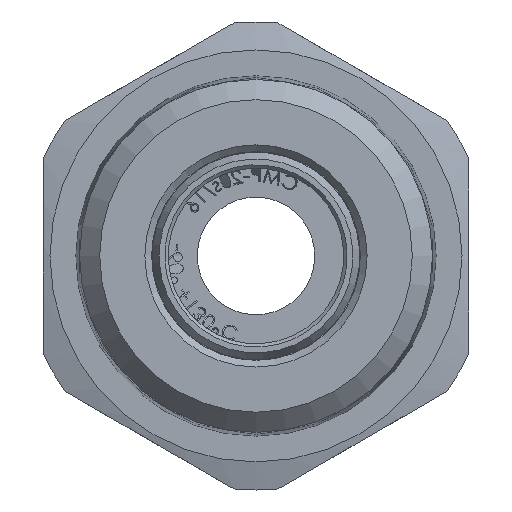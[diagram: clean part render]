
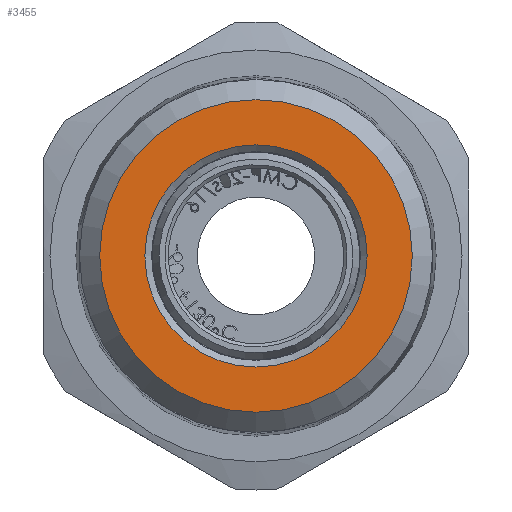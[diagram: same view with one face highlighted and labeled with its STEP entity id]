
A CAD part, left-side view. The second image highlights one B-rep face of the part: STEP entity #3455.
In plain terms, the highlighted planar face has unit normal (-1, 0, 0).
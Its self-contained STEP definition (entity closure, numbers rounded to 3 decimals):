
#57 = CIRCLE ( 'NONE', #4776, 11.567 ) ;
#118 = DIRECTION ( 'NONE',  ( 1., 0., 0. ) ) ;
#355 = VERTEX_POINT ( 'NONE', #2697 ) ;
#527 = EDGE_CURVE ( 'NONE', #355, #355, #1268, .T. ) ;
#729 = PLANE ( 'NONE',  #5076 ) ;
#1009 = CARTESIAN_POINT ( 'NONE',  ( 0., 0., 0. ) ) ;
#1268 = CIRCLE ( 'NONE', #3462, 8.225 ) ;
#1362 = CARTESIAN_POINT ( 'NONE',  ( 0., 0., -11.567 ) ) ;
#1454 = DIRECTION ( 'NONE',  ( 1., 0., 0. ) ) ;
#2299 = CARTESIAN_POINT ( 'NONE',  ( 0., 0., 0. ) ) ;
#2426 = VERTEX_POINT ( 'NONE', #1362 ) ;
#2697 = CARTESIAN_POINT ( 'NONE',  ( 0., 0., -8.225 ) ) ;
#2813 = DIRECTION ( 'NONE',  ( 0., 0., -1. ) ) ;
#3412 = EDGE_CURVE ( 'NONE', #2426, #2426, #57, .T. ) ;
#3455 = ADVANCED_FACE ( 'NONE', ( #3573, #3646 ), #729, .F. ) ;
#3462 = AXIS2_PLACEMENT_3D ( 'NONE', #2299, #1454, #2813 ) ;
#3573 = FACE_OUTER_BOUND ( 'NONE', #3655, .T. ) ;
#3646 = FACE_BOUND ( 'NONE', #5099, .T. ) ;
#3655 = EDGE_LOOP ( 'NONE', ( #4810 ) ) ;
#4123 = DIRECTION ( 'NONE',  ( 0., 0., -1. ) ) ;
#4642 = ORIENTED_EDGE ( 'NONE', *, *, #527, .T. ) ;
#4776 = AXIS2_PLACEMENT_3D ( 'NONE', #5356, #4855, #4838 ) ;
#4810 = ORIENTED_EDGE ( 'NONE', *, *, #3412, .T. ) ;
#4838 = DIRECTION ( 'NONE',  ( 0., 0., -1. ) ) ;
#4855 = DIRECTION ( 'NONE',  ( -1., 0., 0. ) ) ;
#5076 = AXIS2_PLACEMENT_3D ( 'NONE', #1009, #118, #4123 ) ;
#5099 = EDGE_LOOP ( 'NONE', ( #4642 ) ) ;
#5356 = CARTESIAN_POINT ( 'NONE',  ( 0., 0., 0. ) ) ;
